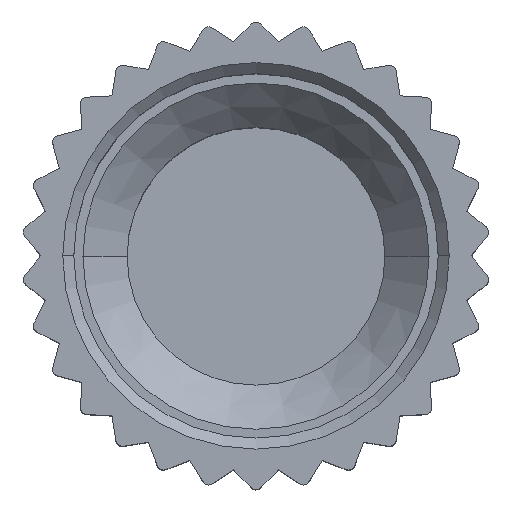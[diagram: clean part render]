
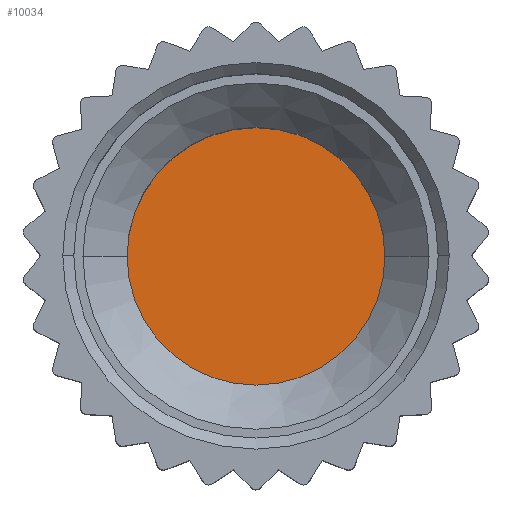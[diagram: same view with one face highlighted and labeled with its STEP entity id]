
A CAD part, top view. The second image highlights one B-rep face of the part: STEP entity #10034.
In plain terms, the highlighted planar face has unit normal (0, 0, 1).
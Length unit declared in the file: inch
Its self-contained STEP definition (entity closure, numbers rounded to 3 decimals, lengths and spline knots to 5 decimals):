
#267 = CARTESIAN_POINT ( 'NONE',  ( -0.7874, 4.8256, 5.73853 ) ) ;
#420 = CIRCLE ( 'NONE', #6407, 0.22976 ) ;
#762 = CARTESIAN_POINT ( 'NONE',  ( -0.7874, 4.59584, 5.73853 ) ) ;
#2295 = CIRCLE ( 'NONE', #8306, 0.22976 ) ;
#2491 = EDGE_LOOP ( 'NONE', ( #9952, #7842 ) ) ;
#2757 = FACE_OUTER_BOUND ( 'NONE', #2491, .T. ) ;
#2793 = DIRECTION ( 'NONE',  ( 0., 0., 1. ) ) ;
#2867 = DIRECTION ( 'NONE',  ( 0., -1., 0. ) ) ;
#4020 = DIRECTION ( 'NONE',  ( 0., 0., 1. ) ) ;
#5019 = CARTESIAN_POINT ( 'NONE',  ( -0.7874, 4.36607, 5.73853 ) ) ;
#5718 = AXIS2_PLACEMENT_3D ( 'NONE', #6967, #10223, #2867 ) ;
#6043 = PLANE ( 'NONE',  #5718 ) ;
#6080 = DIRECTION ( 'NONE',  ( 0., -1., 0. ) ) ;
#6407 = AXIS2_PLACEMENT_3D ( 'NONE', #762, #4020, #7317 ) ;
#6510 = VERTEX_POINT ( 'NONE', #267 ) ;
#6967 = CARTESIAN_POINT ( 'NONE',  ( -0.7874, 4.59584, 5.73853 ) ) ;
#7317 = DIRECTION ( 'NONE',  ( 0., -1., 0. ) ) ;
#7492 = VERTEX_POINT ( 'NONE', #5019 ) ;
#7842 = ORIENTED_EDGE ( 'NONE', *, *, #10249, .T. ) ;
#8040 = EDGE_CURVE ( 'NONE', #7492, #6510, #2295, .T. ) ;
#8306 = AXIS2_PLACEMENT_3D ( 'NONE', #10145, #2793, #6080 ) ;
#9952 = ORIENTED_EDGE ( 'NONE', *, *, #8040, .T. ) ;
#10034 = ADVANCED_FACE ( 'NONE', ( #2757 ), #6043, .F. ) ;
#10145 = CARTESIAN_POINT ( 'NONE',  ( -0.7874, 4.59584, 5.73853 ) ) ;
#10223 = DIRECTION ( 'NONE',  ( 0., 0., -1. ) ) ;
#10249 = EDGE_CURVE ( 'NONE', #6510, #7492, #420, .T. ) ;
